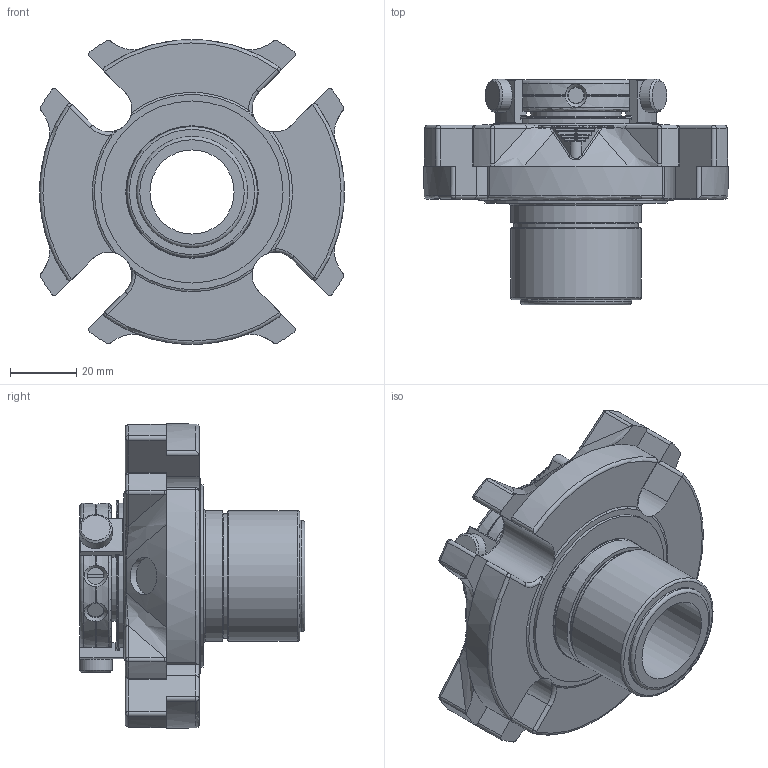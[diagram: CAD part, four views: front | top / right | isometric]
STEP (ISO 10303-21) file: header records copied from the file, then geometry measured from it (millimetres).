
FILE_DESCRIPTION(/* description */ ('Unknown'),/* implementation_level */ '2;1');
FILE_NAME(/* name */ '1.000',/* time_stamp */ '2023-02-21T12:13:17+00:00',/* author */ ('Unknown'),/* organization */ ('Unknown'),/* preprocessor_version */ 'ST-DEVELOPER v16.7',/* originating_system */ 'Solid Edge',/* authorisation */ 'Unknown');
FILE_SCHEMA (('AUTOMOTIVE_DESIGN {1 0 10303 214 3 1 1}'));
Length unit declared in the file: millimetre
Products named in the file (1): 1.000
Bounding box: 92.08 x 68.2 x 92.08 mm (x, y, z)
Volume: 150321.3 mm3; surface area: 36107.3 mm2
Topology: 1 solids, 1 shells, 488 faces, 1273 edges, 795 vertices
Faces by surface type: cylinder 174, plane 150, torus 62, cone 41, bspline 37, sphere 24
Full cylindrical faces by diameter (mm): 2.824 x1, 5 x5, 6 x3, 10 x3, 11.303 x1, 11.328 x2, 25.4 x1, 27.381 x1, 33.579 x1, 37.567 x1, 39.37 x1, 39.599 x1, 40.005 x1, 43.942 x3, 45.466 x1, 54.966 x1
Entity records: 18378 total; most frequent: CARTESIAN_POINT 3778, DIRECTION 2332, ORIENTED_EDGE 2304, EDGE_CURVE 1152, AXIS2_PLACEMENT_3D 950, VERTEX_POINT 745, EDGE_LOOP 575, FACE_BOUND 575
